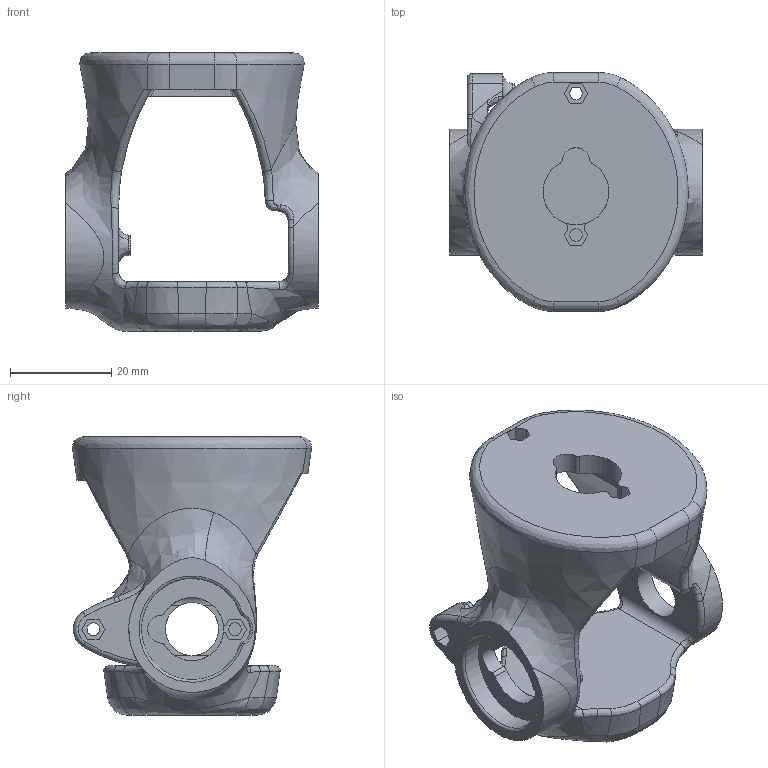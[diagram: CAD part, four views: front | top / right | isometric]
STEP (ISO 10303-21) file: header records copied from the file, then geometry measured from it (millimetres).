
FILE_DESCRIPTION(/* description */ (''),/* implementation_level */ '2;1');
FILE_NAME(/* name */ 'Robot - J6.stp',/* time_stamp */ '2020-05-19T09:30:29-04:00',/* author */ ('seb66'),/* organization */ (''),/* preprocessor_version */ 'ST-DEVELOPER v18.1',/* originating_system */ 'Autodesk Inventor 2021',/* authorisation */ '');
FILE_SCHEMA (('AUTOMOTIVE_DESIGN { 1 0 10303 214 3 1 1 }'));
Length unit declared in the file: millimetre
Products named in the file (1): Robot - J6
Bounding box: 50 x 47.26 x 55 mm (x, y, z)
Volume: 34274.6 mm3; surface area: 13044.2 mm2
Topology: 1 solids, 1 shells, 244 faces, 642 edges, 394 vertices
Faces by surface type: bspline 99, plane 67, cylinder 54, torus 21, sphere 2, cone 1
Full cylindrical faces by diameter (mm): 2.5 x4, 4 x2, 10.5 x1
Entity records: 11069 total; most frequent: CARTESIAN_POINT 5617, ORIENTED_EDGE 1274, DIRECTION 913, EDGE_CURVE 637, VERTEX_POINT 394, AXIS2_PLACEMENT_3D 363, EDGE_LOOP 259, FACE_OUTER_BOUND 244
